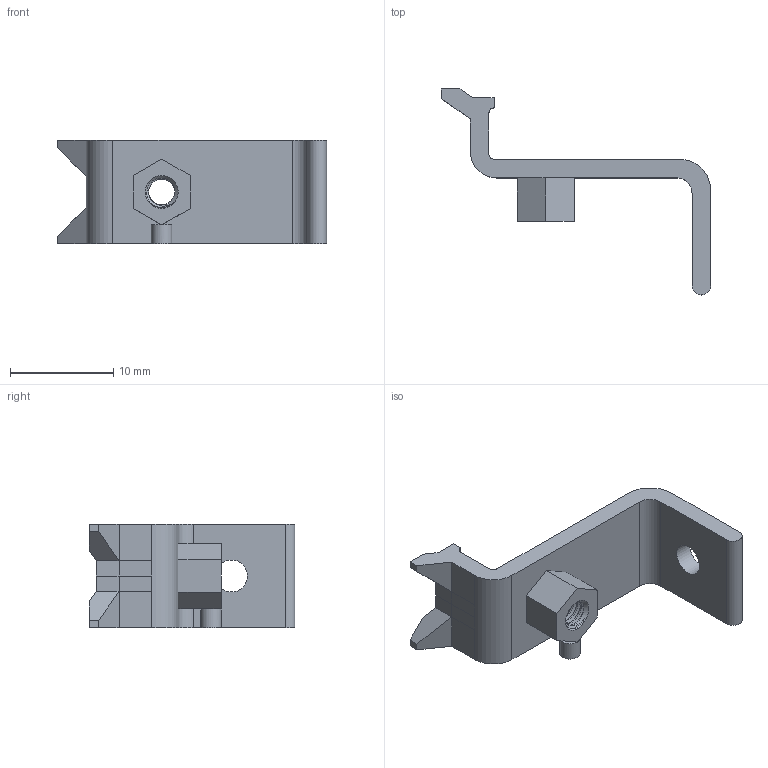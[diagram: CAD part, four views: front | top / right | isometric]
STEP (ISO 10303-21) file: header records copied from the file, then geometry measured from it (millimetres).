
FILE_DESCRIPTION(('FreeCAD Model'),'2;1');
FILE_NAME('Open CASCADE Shape Model','2023-07-29T10:51:07',(''),(''), 'Open CASCADE STEP processor 7.6','FreeCAD','Unknown');
FILE_SCHEMA(('AUTOMOTIVE_DESIGN { 1 0 10303 214 1 1 1 1 }'));
Length unit declared in the file: millimetre
Products named in the file (1): Pad040005579
Bounding box: 26.11 x 19.97 x 10 mm (x, y, z)
Volume: 796.5 mm3; surface area: 1164.9 mm2
Topology: 1 solids, 1 shells, 94 faces, 244 edges, 153 vertices
Faces by surface type: bspline 38, plane 34, cylinder 21, cone 1
Full cylindrical faces by diameter (mm): 2 x1, 2.52 x11, 3.1 x1
Entity records: 13041 total; most frequent: CARTESIAN_POINT 8796, DIRECTION 541, ORIENTED_EDGE 488, PCURVE 488, DEFINITIONAL_REPRESENTATION 488, LINE 353, VECTOR 353, B_SPLINE_CURVE_WITH_KNOTS 328
